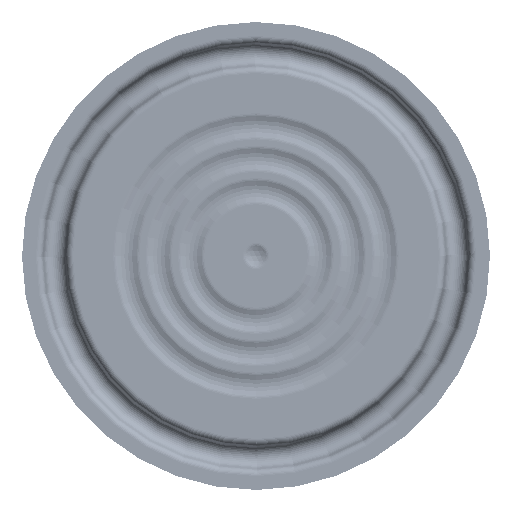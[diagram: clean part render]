
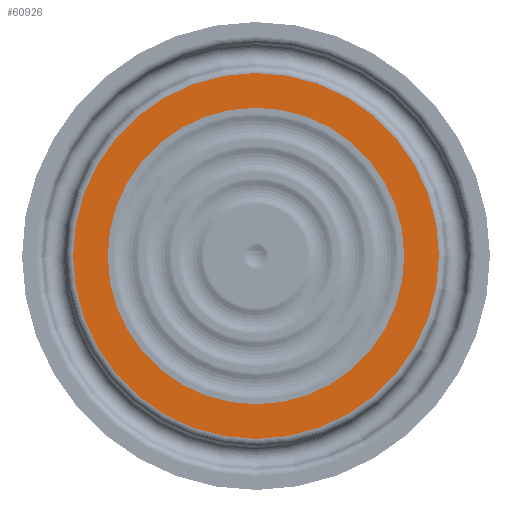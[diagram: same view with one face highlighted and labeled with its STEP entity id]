
A CAD part, left-side view. The second image highlights one B-rep face of the part: STEP entity #60926.
In plain terms, the highlighted planar face has unit normal (-1, 0, 0).
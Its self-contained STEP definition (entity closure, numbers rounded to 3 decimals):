
#4520=FACE_BOUND('',#15723,.T.);
#7726=PLANE('',#68908);
#11645=FACE_OUTER_BOUND('',#15722,.T.);
#15722=EDGE_LOOP('',(#56500));
#15723=EDGE_LOOP('',(#56501));
#16615=CIRCLE('',#68903,16.);
#16618=CIRCLE('',#68909,19.742);
#28994=VERTEX_POINT('',#139118);
#28996=VERTEX_POINT('',#139127);
#38173=EDGE_CURVE('',#28994,#28994,#16615,.T.);
#38177=EDGE_CURVE('',#28996,#28996,#16618,.T.);
#56500=ORIENTED_EDGE('',*,*,#38177,.F.);
#56501=ORIENTED_EDGE('',*,*,#38173,.T.);
#60926=ADVANCED_FACE('',(#11645,#4520),#7726,.T.);
#68903=AXIS2_PLACEMENT_3D('',#139119,#87226,#87227);
#68908=AXIS2_PLACEMENT_3D('',#139126,#87237,#87238);
#68909=AXIS2_PLACEMENT_3D('',#139128,#87239,#87240);
#87226=DIRECTION('center_axis',(1.,0.,0.));
#87227=DIRECTION('ref_axis',(0.,1.,0.));
#87237=DIRECTION('center_axis',(-1.,0.,0.));
#87238=DIRECTION('ref_axis',(0.,0.,1.));
#87239=DIRECTION('center_axis',(1.,0.,0.));
#87240=DIRECTION('ref_axis',(0.,0.,-1.));
#139118=CARTESIAN_POINT('',(0.,-16.,0.));
#139119=CARTESIAN_POINT('Origin',(0.,0.,
0.));
#139126=CARTESIAN_POINT('Origin',(0.,19.742,
0.));
#139127=CARTESIAN_POINT('',(0.,0.,
19.742));
#139128=CARTESIAN_POINT('Origin',(0.,0.,0.));
